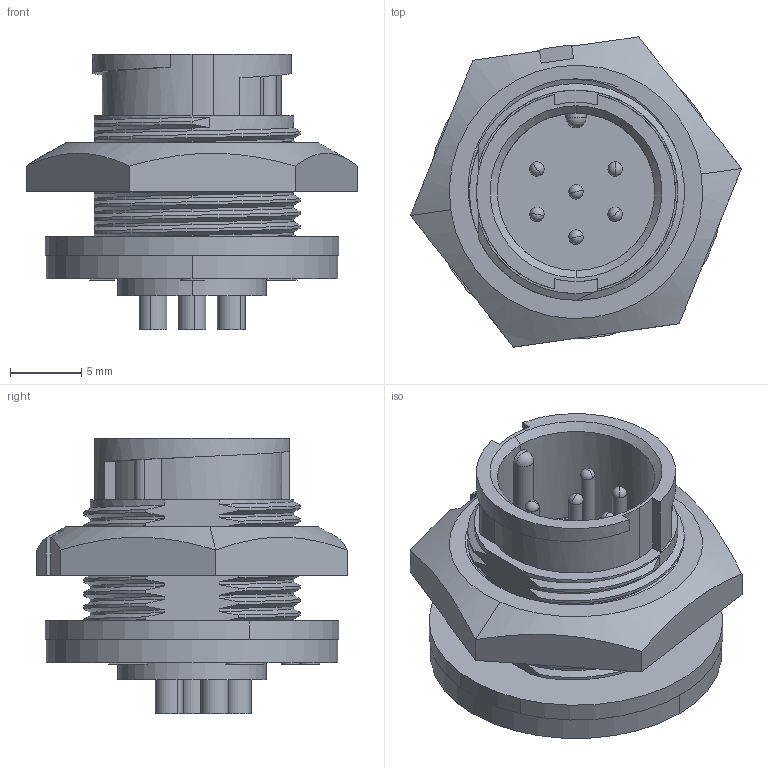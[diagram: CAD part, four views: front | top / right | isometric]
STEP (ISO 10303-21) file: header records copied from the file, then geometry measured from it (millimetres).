
FILE_DESCRIPTION (( 'STEP AP203' ), '1' );
FILE_NAME ('7280-6PG-300.STEP', '2013-09-10T19:01:43', ( '21FPBF1' ), ( 'Conxall' ), 'SwSTEP 2.0', 'SolidWorks 2012', '' );
FILE_SCHEMA (( 'CONFIG_CONTROL_DESIGN' ));
Length unit declared in the file: inch
Products named in the file (1): 7280-6PG-300
Bounding box: 23.23 x 21.77 x 19.34 mm (x, y, z)
Volume: 2913.3 mm3; surface area: 2990.5 mm2
Topology: 2 solids, 2 shells, 266 faces, 716 edges, 477 vertices
Faces by surface type: cylinder 92, plane 92, bspline 65, sphere 13, cone 4
Entity records: 16187 total; most frequent: CARTESIAN_POINT 10188, ORIENTED_EDGE 1428, DIRECTION 946, EDGE_CURVE 714, VERTEX_POINT 476, VECTOR 342, LINE 342, AXIS2_PLACEMENT_3D 302
